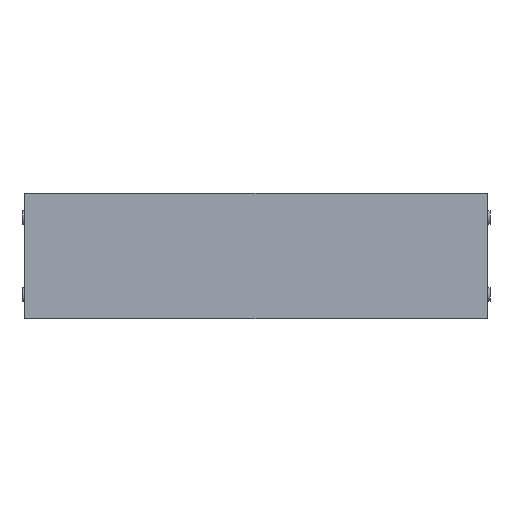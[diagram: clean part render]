
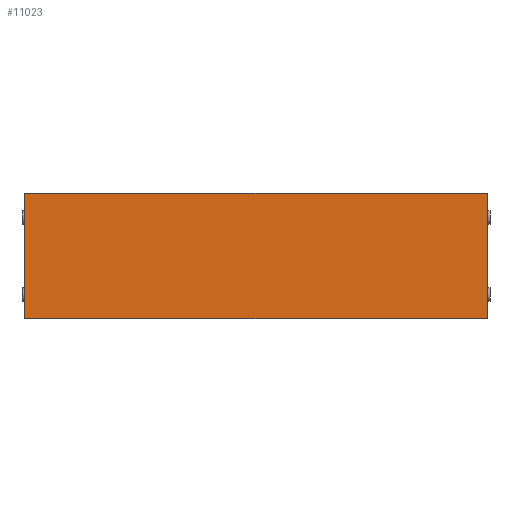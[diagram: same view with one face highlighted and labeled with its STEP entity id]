
A CAD part, front view. The second image highlights one B-rep face of the part: STEP entity #11023.
In plain terms, the highlighted planar face has unit normal (0, -1, 0).
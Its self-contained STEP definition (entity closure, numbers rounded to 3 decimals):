
#193 = CARTESIAN_POINT ( 'NONE',  ( -239., -20., 65. ) ) ;
#761 = ORIENTED_EDGE ( 'NONE', *, *, #3493, .T. ) ;
#824 = VECTOR ( 'NONE', #9881, 1000. ) ;
#1365 = CARTESIAN_POINT ( 'NONE',  ( 239., -20., 65. ) ) ;
#2560 = LINE ( 'NONE', #3453, #824 ) ;
#2751 = ORIENTED_EDGE ( 'NONE', *, *, #11169, .T. ) ;
#2910 = CARTESIAN_POINT ( 'NONE',  ( 239., -20., 65. ) ) ;
#3033 = VERTEX_POINT ( 'NONE', #3633 ) ;
#3154 = CARTESIAN_POINT ( 'NONE',  ( -239., -20., 65. ) ) ;
#3201 = LINE ( 'NONE', #1365, #3257 ) ;
#3257 = VECTOR ( 'NONE', #9520, 1000. ) ;
#3453 = CARTESIAN_POINT ( 'NONE',  ( -239., -20., 65. ) ) ;
#3493 = EDGE_CURVE ( 'NONE', #10785, #6826, #3201, .T. ) ;
#3633 = CARTESIAN_POINT ( 'NONE',  ( -239., -20., -65. ) ) ;
#4285 = CARTESIAN_POINT ( 'NONE',  ( 0., -20., 0. ) ) ;
#4318 = VECTOR ( 'NONE', #7362, 1000. ) ;
#4407 = EDGE_CURVE ( 'NONE', #6826, #5812, #2560, .T. ) ;
#4511 = EDGE_CURVE ( 'NONE', #3033, #10785, #7013, .T. ) ;
#4684 = AXIS2_PLACEMENT_3D ( 'NONE', #4285, #9663, #5121 ) ;
#5121 = DIRECTION ( 'NONE',  ( 0., 0., -1. ) ) ;
#5231 = CARTESIAN_POINT ( 'NONE',  ( -239., -20., -65. ) ) ;
#5812 = VERTEX_POINT ( 'NONE', #3154 ) ;
#6121 = VECTOR ( 'NONE', #8834, 1000. ) ;
#6240 = PLANE ( 'NONE',  #4684 ) ;
#6826 = VERTEX_POINT ( 'NONE', #2910 ) ;
#6894 = ORIENTED_EDGE ( 'NONE', *, *, #4407, .T. ) ;
#6958 = FACE_OUTER_BOUND ( 'NONE', #8152, .T. ) ;
#7013 = LINE ( 'NONE', #5231, #6121 ) ;
#7362 = DIRECTION ( 'NONE',  ( 0., 0., -1. ) ) ;
#8152 = EDGE_LOOP ( 'NONE', ( #2751, #9554, #761, #6894 ) ) ;
#8242 = LINE ( 'NONE', #193, #4318 ) ;
#8834 = DIRECTION ( 'NONE',  ( 1., 0., 0. ) ) ;
#9128 = CARTESIAN_POINT ( 'NONE',  ( 239., -20., -65. ) ) ;
#9520 = DIRECTION ( 'NONE',  ( 0., 0., 1. ) ) ;
#9554 = ORIENTED_EDGE ( 'NONE', *, *, #4511, .T. ) ;
#9663 = DIRECTION ( 'NONE',  ( 0., -1., 0. ) ) ;
#9881 = DIRECTION ( 'NONE',  ( -1., 0., 0. ) ) ;
#10785 = VERTEX_POINT ( 'NONE', #9128 ) ;
#11023 = ADVANCED_FACE ( 'NONE', ( #6958 ), #6240, .T. ) ;
#11169 = EDGE_CURVE ( 'NONE', #5812, #3033, #8242, .T. ) ;
